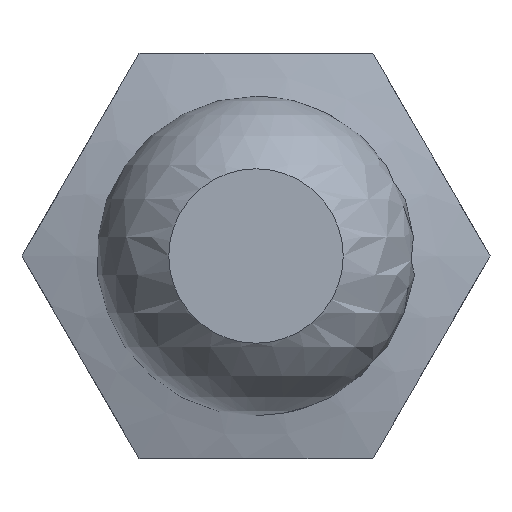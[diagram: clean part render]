
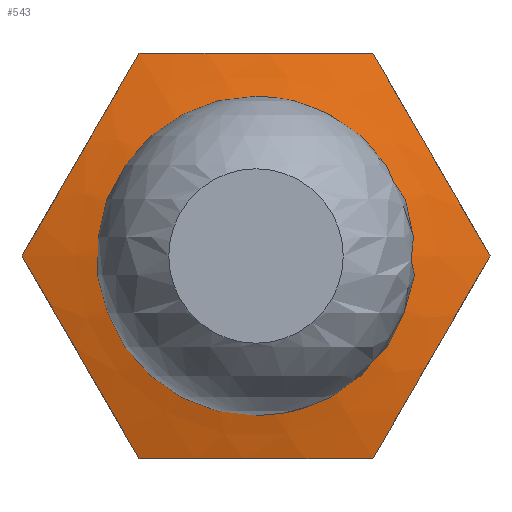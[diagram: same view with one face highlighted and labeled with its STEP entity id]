
A CAD part, left-side view. The second image highlights one B-rep face of the part: STEP entity #543.
In plain terms, the highlighted conical face has half-angle 75 degrees and reference radius 5.667 mm.
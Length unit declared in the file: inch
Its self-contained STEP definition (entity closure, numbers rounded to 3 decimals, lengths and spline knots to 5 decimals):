
#210=CARTESIAN_POINT('',(-0.098,0.1575,0.0));
#211=VERTEX_POINT('',#210);
#212=CARTESIAN_POINT('',(-0.098,0.0,0.0));
#213=DIRECTION('',(1.0,0.0,0.0));
#214=DIRECTION('',(0.0,1.0,0.0));
#215=AXIS2_PLACEMENT_3D('',#212,#213,#214);
#216=CIRCLE('',#215,0.1575);
#217=EDGE_CURVE('',#211,#211,#216,.T.);
#346=CARTESIAN_POINT('',(-0.06285,-0.2887,0.));
#347=VERTEX_POINT('',#346);
#348=CARTESIAN_POINT('',(-0.06285,-0.14435,0.25002));
#349=VERTEX_POINT('',#348);
#350=CARTESIAN_POINT('',(-0.06285,-0.2887,0.));
#351=CARTESIAN_POINT('',(-0.08218,-0.21653,0.12501));
#352=CARTESIAN_POINT('',(-0.06285,-0.14435,0.25002));
#360=(BOUNDED_CURVE()B_SPLINE_CURVE(2,(#350,#351,#352),.UNSPECIFIED.,.F.,.U.)B_SPLINE_CURVE_WITH_KNOTS((3,3),(0.0,0.73519),.UNSPECIFIED.)CURVE()GEOMETRIC_REPRESENTATION_ITEM()RATIONAL_B_SPLINE_CURVE((1.0,1.155,1.0))REPRESENTATION_ITEM(''));
#361=EDGE_CURVE('',#347,#349,#360,.T.);
#384=CARTESIAN_POINT('',(-0.06285,-0.14435,-0.25002));
#385=VERTEX_POINT('',#384);
#386=CARTESIAN_POINT('',(-0.06285,-0.14435,-0.25002));
#387=CARTESIAN_POINT('',(-0.08218,-0.21653,-0.12501));
#388=CARTESIAN_POINT('',(-0.06285,-0.2887,0.));
#396=(BOUNDED_CURVE()B_SPLINE_CURVE(2,(#386,#387,#388),.UNSPECIFIED.,.F.,.U.)B_SPLINE_CURVE_WITH_KNOTS((3,3),(0.0,0.73519),.UNSPECIFIED.)CURVE()GEOMETRIC_REPRESENTATION_ITEM()RATIONAL_B_SPLINE_CURVE((1.0,1.155,1.0))REPRESENTATION_ITEM(''));
#397=EDGE_CURVE('',#385,#347,#396,.T.);
#415=CARTESIAN_POINT('',(-0.06285,0.14435,-0.25002));
#416=VERTEX_POINT('',#415);
#417=CARTESIAN_POINT('',(-0.06285,0.14435,-0.25002));
#418=CARTESIAN_POINT('',(-0.08218,0.,-0.25002));
#419=CARTESIAN_POINT('',(-0.06285,-0.14435,-0.25002));
#427=(BOUNDED_CURVE()B_SPLINE_CURVE(2,(#417,#418,#419),.UNSPECIFIED.,.F.,.U.)B_SPLINE_CURVE_WITH_KNOTS((3,3),(0.0,0.73519),.UNSPECIFIED.)CURVE()GEOMETRIC_REPRESENTATION_ITEM()RATIONAL_B_SPLINE_CURVE((1.0,1.155,1.0))REPRESENTATION_ITEM(''));
#428=EDGE_CURVE('',#416,#385,#427,.T.);
#446=CARTESIAN_POINT('',(-0.06285,0.2887,0.0));
#447=VERTEX_POINT('',#446);
#448=CARTESIAN_POINT('',(-0.06285,0.2887,0.));
#449=CARTESIAN_POINT('',(-0.08218,0.21653,-0.12501));
#450=CARTESIAN_POINT('',(-0.06285,0.14435,-0.25002));
#458=(BOUNDED_CURVE()B_SPLINE_CURVE(2,(#448,#449,#450),.UNSPECIFIED.,.F.,.U.)B_SPLINE_CURVE_WITH_KNOTS((3,3),(0.0,0.73519),.UNSPECIFIED.)CURVE()GEOMETRIC_REPRESENTATION_ITEM()RATIONAL_B_SPLINE_CURVE((1.0,1.155,1.0))REPRESENTATION_ITEM(''));
#459=EDGE_CURVE('',#447,#416,#458,.T.);
#477=CARTESIAN_POINT('',(-0.06285,0.14435,0.25002));
#478=VERTEX_POINT('',#477);
#479=CARTESIAN_POINT('',(-0.06285,0.14435,0.25002));
#480=CARTESIAN_POINT('',(-0.08218,0.21653,0.12501));
#481=CARTESIAN_POINT('',(-0.06285,0.2887,0.));
#489=(BOUNDED_CURVE()B_SPLINE_CURVE(2,(#479,#480,#481),.UNSPECIFIED.,.F.,.U.)B_SPLINE_CURVE_WITH_KNOTS((3,3),(0.0,0.73519),.UNSPECIFIED.)CURVE()GEOMETRIC_REPRESENTATION_ITEM()RATIONAL_B_SPLINE_CURVE((1.0,1.155,1.0))REPRESENTATION_ITEM(''));
#490=EDGE_CURVE('',#478,#447,#489,.T.);
#508=CARTESIAN_POINT('',(-0.06285,-0.14435,0.25002));
#509=CARTESIAN_POINT('',(-0.08218,0.,0.25002));
#510=CARTESIAN_POINT('',(-0.06285,0.14435,0.25002));
#518=(BOUNDED_CURVE()B_SPLINE_CURVE(2,(#508,#509,#510),.UNSPECIFIED.,.F.,.U.)B_SPLINE_CURVE_WITH_KNOTS((3,3),(0.0,0.73519),.UNSPECIFIED.)CURVE()GEOMETRIC_REPRESENTATION_ITEM()RATIONAL_B_SPLINE_CURVE((1.0,1.155,1.0))REPRESENTATION_ITEM(''));
#519=EDGE_CURVE('',#349,#478,#518,.T.);
#527=CARTESIAN_POINT('',(-0.08042,0.0,0.0));
#528=DIRECTION('',(1.0,0.0,0.0));
#529=DIRECTION('',(0.0,1.0,0.0));
#530=AXIS2_PLACEMENT_3D('',#527,#528,#529);
#531=CONICAL_SURFACE('',#530,0.2231,75.);
#532=ORIENTED_EDGE('',*,*,#519,.T.);
#533=ORIENTED_EDGE('',*,*,#490,.T.);
#534=ORIENTED_EDGE('',*,*,#459,.T.);
#535=ORIENTED_EDGE('',*,*,#428,.T.);
#536=ORIENTED_EDGE('',*,*,#397,.T.);
#537=ORIENTED_EDGE('',*,*,#361,.T.);
#538=EDGE_LOOP('',(#532,#533,#534,#535,#536,#537));
#539=FACE_OUTER_BOUND('',#538,.T.);
#540=ORIENTED_EDGE('',*,*,#217,.T.);
#541=EDGE_LOOP('',(#540));
#542=FACE_BOUND('',#541,.T.);
#543=ADVANCED_FACE('',(#539,#542),#531,.T.);
